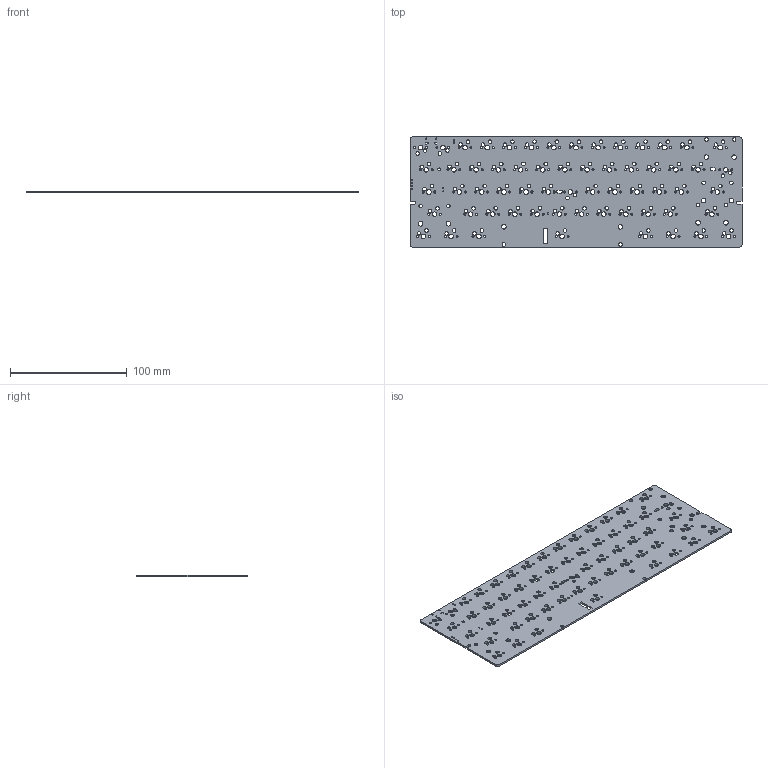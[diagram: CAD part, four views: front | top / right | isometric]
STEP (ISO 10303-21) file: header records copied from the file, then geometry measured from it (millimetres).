
FILE_DESCRIPTION(('HOOPS Exchange Step'),'2;1');
FILE_NAME('temp_export','2024-07-11T01:11:44-16:00',('13271'),('Shapr3D Limited'),'HOOPS Exchange 2024.2','Shapr3D','Authorized');
FILE_SCHEMA( ('AUTOMOTIVE_DESIGN { 1 0 10303 214 1 1 1 1 }') );
Length unit declared in the file: millimetre
Products named in the file (1): main_pcb
Bounding box: 284.97 x 94.47 x 1.6 mm (x, y, z)
Volume: 39460.3 mm3; surface area: 55269.2 mm2
Topology: 1 solids, 1 shells, 389 faces, 1500 edges, 1113 vertices
Faces by surface type: cylinder 361, plane 28
Full cylindrical faces by diameter (mm): 0.65 x7, 0.9 x2, 1 x4, 1.75 x122, 2.499 x1, 3.048 x10, 3.05 x122, 3.988 x10, 4 x61
Entity records: 18324 total; most frequent: DIRECTION 3341, CARTESIAN_POINT 3003, ORIENTED_EDGE 3000, EDGE_CURVE 1500, AXIS2_PLACEMENT_3D 1451, VERTEX_POINT 1113, EDGE_LOOP 1081, FACE_BOUND 1081
